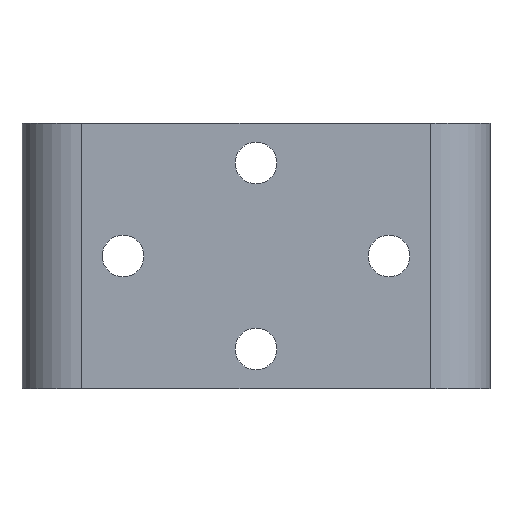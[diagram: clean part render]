
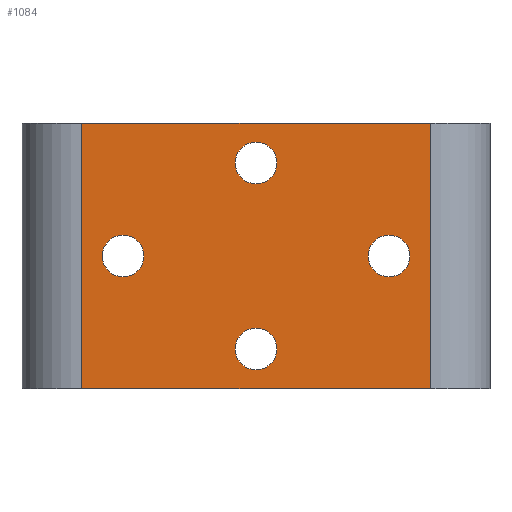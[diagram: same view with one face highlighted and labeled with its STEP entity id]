
A CAD part, front view. The second image highlights one B-rep face of the part: STEP entity #1084.
In plain terms, the highlighted planar face has unit normal (0, -1, 0).
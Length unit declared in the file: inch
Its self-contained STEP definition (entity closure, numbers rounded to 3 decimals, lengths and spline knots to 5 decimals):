
#5 = DIRECTION ( 'NONE',  ( 0., 0., -1. ) ) ;
#6 = VECTOR ( 'NONE', #5, 39.37008 ) ;
#7 = CARTESIAN_POINT ( 'NONE',  ( 0.41, 0., 0.625 ) ) ;
#13 = LINE ( 'NONE', #7, #6 ) ;
#16 = CARTESIAN_POINT ( 'NONE',  ( -0.3125, 0., 0.3615 ) ) ;
#56 = CIRCLE ( 'NONE', #62, 0.049 ) ;
#58 = CARTESIAN_POINT ( 'NONE',  ( 0.3125, 0., 0.2635 ) ) ;
#59 = DIRECTION ( 'NONE',  ( 0., 0., -1. ) ) ;
#60 = DIRECTION ( 'NONE',  ( 0., 1., 0. ) ) ;
#61 = CARTESIAN_POINT ( 'NONE',  ( 0.3125, 0., 0.3125 ) ) ;
#62 = AXIS2_PLACEMENT_3D ( 'NONE', #61, #60, #59 ) ;
#386 = CARTESIAN_POINT ( 'NONE',  ( 0., 0., 0.045 ) ) ;
#535 = CARTESIAN_POINT ( 'NONE',  ( 0., 0., 0.094 ) ) ;
#536 = AXIS2_PLACEMENT_3D ( 'NONE', #535, #631, #630 ) ;
#576 = CIRCLE ( 'NONE', #536, 0.049 ) ;
#578 = CARTESIAN_POINT ( 'NONE',  ( 0., 0., 0.482 ) ) ;
#579 = DIRECTION ( 'NONE',  ( 0., 0., -1. ) ) ;
#580 = DIRECTION ( 'NONE',  ( 0., 1., 0. ) ) ;
#581 = CARTESIAN_POINT ( 'NONE',  ( 0., 0., 0.531 ) ) ;
#582 = AXIS2_PLACEMENT_3D ( 'NONE', #581, #580, #579 ) ;
#583 = CIRCLE ( 'NONE', #582, 0.049 ) ;
#607 = CARTESIAN_POINT ( 'NONE',  ( 0.3125, 0., 0.3615 ) ) ;
#608 = CARTESIAN_POINT ( 'NONE',  ( 0., 0., 0.58 ) ) ;
#630 = DIRECTION ( 'NONE',  ( 0., 0., 1. ) ) ;
#631 = DIRECTION ( 'NONE',  ( 0., 1., 0. ) ) ;
#894 = CARTESIAN_POINT ( 'NONE',  ( 0., 0., 0.094 ) ) ;
#899 = DIRECTION ( 'NONE',  ( 0., 1., 0. ) ) ;
#900 = CARTESIAN_POINT ( 'NONE',  ( -0.3125, 0., 0.3125 ) ) ;
#901 = AXIS2_PLACEMENT_3D ( 'NONE', #900, #899, #1003 ) ;
#926 = CIRCLE ( 'NONE', #901, 0.049 ) ;
#956 = DIRECTION ( 'NONE',  ( 0., 0., -1. ) ) ;
#957 = DIRECTION ( 'NONE',  ( 0., 1., 0. ) ) ;
#958 = AXIS2_PLACEMENT_3D ( 'NONE', #966, #957, #956 ) ;
#959 = CIRCLE ( 'NONE', #958, 0.049 ) ;
#960 = CARTESIAN_POINT ( 'NONE',  ( -0.3125, 0., 0.3125 ) ) ;
#961 = DIRECTION ( 'NONE',  ( 0., 0., -1. ) ) ;
#962 = DIRECTION ( 'NONE',  ( 0., 1., 0. ) ) ;
#963 = CARTESIAN_POINT ( 'NONE',  ( 0., 0., 0.531 ) ) ;
#964 = AXIS2_PLACEMENT_3D ( 'NONE', #963, #962, #961 ) ;
#965 = CIRCLE ( 'NONE', #964, 0.049 ) ;
#966 = CARTESIAN_POINT ( 'NONE',  ( 0.3125, 0., 0.3125 ) ) ;
#983 = AXIS2_PLACEMENT_3D ( 'NONE', #894, #1034, #1051 ) ;
#984 = CIRCLE ( 'NONE', #1052, 0.049 ) ;
#993 = DIRECTION ( 'NONE',  ( 0., 1., 0. ) ) ;
#1002 = CARTESIAN_POINT ( 'NONE',  ( -0.3125, 0., 0.2635 ) ) ;
#1003 = DIRECTION ( 'NONE',  ( 0., 0., 1. ) ) ;
#1025 = DIRECTION ( 'NONE',  ( 0., 0., 1. ) ) ;
#1034 = DIRECTION ( 'NONE',  ( 0., 1., 0. ) ) ;
#1051 = DIRECTION ( 'NONE',  ( 0., 0., 1. ) ) ;
#1052 = AXIS2_PLACEMENT_3D ( 'NONE', #960, #993, #1025 ) ;
#1053 = CIRCLE ( 'NONE', #983, 0.049 ) ;
#1068 = VERTEX_POINT ( 'NONE', #1277 ) ;
#1083 = EDGE_LOOP ( 'NONE', ( #1114, #1098, #1096, #1101 ) ) ;
#1084 = ADVANCED_FACE ( 'NONE', ( #1260, #1259, #1258, #1257, #1256 ), #1301, .T. ) ;
#1091 = VERTEX_POINT ( 'NONE', #1295 ) ;
#1093 = VERTEX_POINT ( 'NONE', #1315 ) ;
#1095 = EDGE_LOOP ( 'NONE', ( #1099, #1181 ) ) ;
#1096 = ORIENTED_EDGE ( 'NONE', *, *, #1097, .T. ) ;
#1097 = EDGE_CURVE ( 'NONE', #1102, #1093, #1313, .T. ) ;
#1098 = ORIENTED_EDGE ( 'NONE', *, *, #1190, .F. ) ;
#1099 = ORIENTED_EDGE ( 'NONE', *, *, #1195, .T. ) ;
#1101 = ORIENTED_EDGE ( 'NONE', *, *, #1108, .T. ) ;
#1102 = VERTEX_POINT ( 'NONE', #1251 ) ;
#1103 = ORIENTED_EDGE ( 'NONE', *, *, #1110, .T. ) ;
#1105 = EDGE_LOOP ( 'NONE', ( #1109, #1103 ) ) ;
#1106 = EDGE_CURVE ( 'NONE', #1107, #1091, #1250, .T. ) ;
#1107 = VERTEX_POINT ( 'NONE', #1246 ) ;
#1108 = EDGE_CURVE ( 'NONE', #1093, #1091, #1218, .T. ) ;
#1109 = ORIENTED_EDGE ( 'NONE', *, *, #1604, .T. ) ;
#1110 = EDGE_CURVE ( 'NONE', #1068, #1582, #1053, .T. ) ;
#1111 = ORIENTED_EDGE ( 'NONE', *, *, #1116, .T. ) ;
#1112 = ORIENTED_EDGE ( 'NONE', *, *, #1113, .T. ) ;
#1113 = EDGE_CURVE ( 'NONE', #1214, #1117, #984, .T. ) ;
#1114 = ORIENTED_EDGE ( 'NONE', *, *, #1106, .F. ) ;
#1115 = EDGE_LOOP ( 'NONE', ( #1111, #1112 ) ) ;
#1116 = EDGE_CURVE ( 'NONE', #1117, #1214, #926, .T. ) ;
#1117 = VERTEX_POINT ( 'NONE', #1002 ) ;
#1166 = EDGE_LOOP ( 'NONE', ( #1182, #1167 ) ) ;
#1167 = ORIENTED_EDGE ( 'NONE', *, *, #1168, .T. ) ;
#1168 = EDGE_CURVE ( 'NONE', #1620, #1621, #965, .T. ) ;
#1169 = EDGE_CURVE ( 'NONE', #1598, #1196, #959, .T. ) ;
#1181 = ORIENTED_EDGE ( 'NONE', *, *, #1169, .T. ) ;
#1182 = ORIENTED_EDGE ( 'NONE', *, *, #1616, .T. ) ;
#1190 = EDGE_CURVE ( 'NONE', #1102, #1107, #13, .T. ) ;
#1195 = EDGE_CURVE ( 'NONE', #1196, #1598, #56, .T. ) ;
#1196 = VERTEX_POINT ( 'NONE', #58 ) ;
#1214 = VERTEX_POINT ( 'NONE', #16 ) ;
#1216 = VECTOR ( 'NONE', #1223, 39.37008 ) ;
#1217 = CARTESIAN_POINT ( 'NONE',  ( -0.41, 0., 0.625 ) ) ;
#1218 = LINE ( 'NONE', #1217, #1216 ) ;
#1223 = DIRECTION ( 'NONE',  ( 0., 0., -1. ) ) ;
#1246 = CARTESIAN_POINT ( 'NONE',  ( 0.41, 0., 0. ) ) ;
#1247 = DIRECTION ( 'NONE',  ( -1., 0., 0. ) ) ;
#1248 = VECTOR ( 'NONE', #1247, 39.37008 ) ;
#1249 = CARTESIAN_POINT ( 'NONE',  ( -0.41, 0., 0. ) ) ;
#1250 = LINE ( 'NONE', #1249, #1248 ) ;
#1251 = CARTESIAN_POINT ( 'NONE',  ( 0.41, 0., 0.625 ) ) ;
#1252 = DIRECTION ( 'NONE',  ( -1., 0., 0. ) ) ;
#1253 = VECTOR ( 'NONE', #1252, 39.37008 ) ;
#1254 = CARTESIAN_POINT ( 'NONE',  ( -0.41, 0., 0.625 ) ) ;
#1256 = FACE_BOUND ( 'NONE', #1166, .T. ) ;
#1257 = FACE_BOUND ( 'NONE', #1095, .T. ) ;
#1258 = FACE_OUTER_BOUND ( 'NONE', #1083, .T. ) ;
#1259 = FACE_BOUND ( 'NONE', #1115, .T. ) ;
#1260 = FACE_BOUND ( 'NONE', #1105, .T. ) ;
#1264 = DIRECTION ( 'NONE',  ( 0., 0., -1. ) ) ;
#1265 = DIRECTION ( 'NONE',  ( 0., -1., 0. ) ) ;
#1266 = CARTESIAN_POINT ( 'NONE',  ( -0.41, 0., 0.625 ) ) ;
#1277 = CARTESIAN_POINT ( 'NONE',  ( 0., 0., 0.143 ) ) ;
#1295 = CARTESIAN_POINT ( 'NONE',  ( -0.41, 0., 0. ) ) ;
#1301 = PLANE ( 'NONE',  #1302 ) ;
#1302 = AXIS2_PLACEMENT_3D ( 'NONE', #1266, #1265, #1264 ) ;
#1313 = LINE ( 'NONE', #1254, #1253 ) ;
#1315 = CARTESIAN_POINT ( 'NONE',  ( -0.41, 0., 0.625 ) ) ;
#1582 = VERTEX_POINT ( 'NONE', #386 ) ;
#1598 = VERTEX_POINT ( 'NONE', #607 ) ;
#1604 = EDGE_CURVE ( 'NONE', #1582, #1068, #576, .T. ) ;
#1616 = EDGE_CURVE ( 'NONE', #1621, #1620, #583, .T. ) ;
#1620 = VERTEX_POINT ( 'NONE', #608 ) ;
#1621 = VERTEX_POINT ( 'NONE', #578 ) ;
